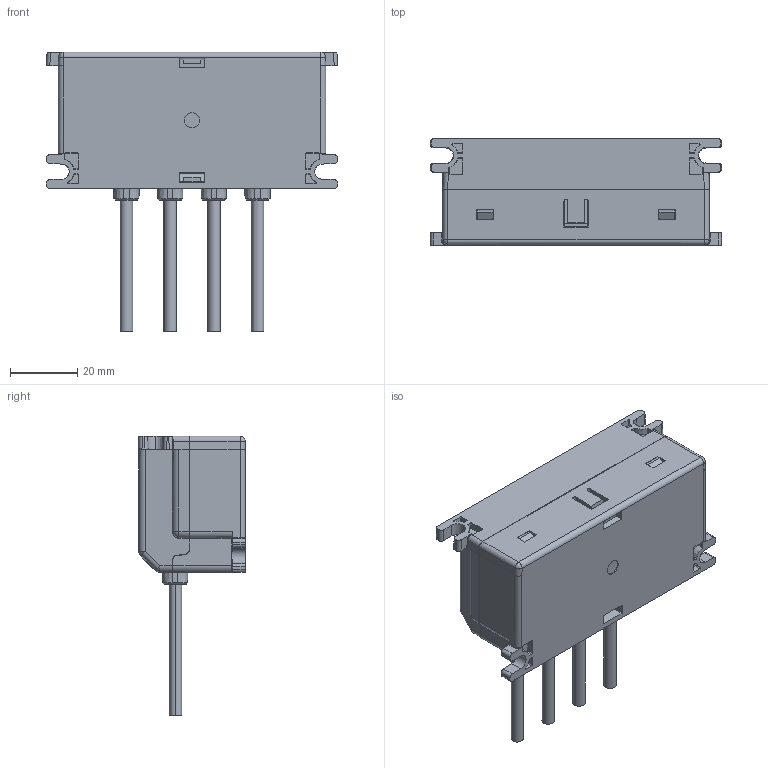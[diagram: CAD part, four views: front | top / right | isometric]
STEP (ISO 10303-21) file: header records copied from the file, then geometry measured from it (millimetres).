
FILE_DESCRIPTION (( 'STEP AP214' ), '1' );
FILE_NAME ('CXY101-43A-PD-3D00 b1.STEP', '2019-09-03T19:34:51', ( '' ), ( '' ), 'SwSTEP 2.0', 'SolidWorks 2017', '' );
FILE_SCHEMA (( 'AUTOMOTIVE_DESIGN' ));
Length unit declared in the file: inch
Products named in the file (1): CXY101-43A-PD-3D00 b1
Bounding box: 86.5 x 31.6 x 83.1 mm (x, y, z)
Volume: 27419.8 mm3; surface area: 33155.9 mm2
Topology: 7 solids, 7 shells, 1049 faces, 2867 edges, 1858 vertices
Faces by surface type: plane 641, bspline 140, cylinder 125, cone 124, torus 10, sphere 9
Entity records: 36807 total; most frequent: CARTESIAN_POINT 11425, ORIENTED_EDGE 5734, DIRECTION 4493, EDGE_CURVE 2867, VECTOR 2037, LINE 2037, VERTEX_POINT 1858, AXIS2_PLACEMENT_3D 1228
